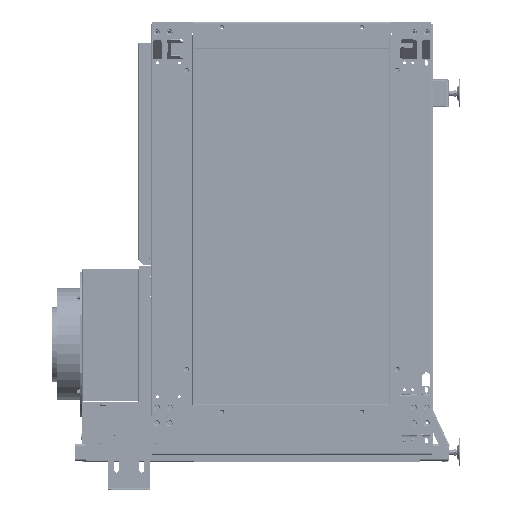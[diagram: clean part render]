
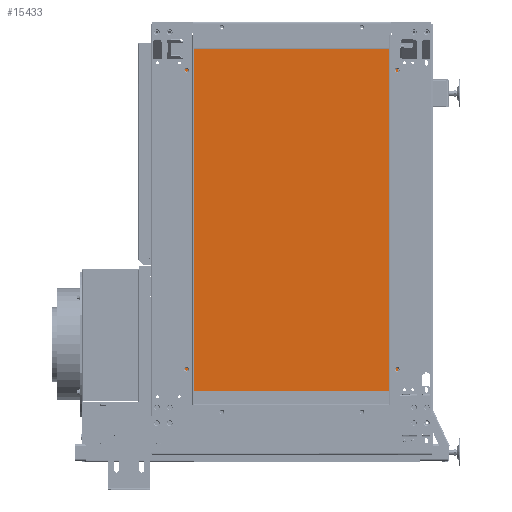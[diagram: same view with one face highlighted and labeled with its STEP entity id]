
A CAD part, left-side view. The second image highlights one B-rep face of the part: STEP entity #15433.
In plain terms, the highlighted face is planar.
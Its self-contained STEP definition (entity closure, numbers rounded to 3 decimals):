
#357 = EDGE_CURVE ( 'NONE', #40651, #53896, #81454, .T. ) ;
#3481 = VERTEX_POINT ( 'NONE', #86835 ) ;
#4250 = EDGE_CURVE ( 'NONE', #11018, #3481, #49778, .T. ) ;
#11018 = VERTEX_POINT ( 'NONE', #26656 ) ;
#14241 = DIRECTION ( 'NONE',  ( -1., 0., 0. ) ) ;
#15433 = ADVANCED_FACE ( 'NONE', ( #43396 ), #79461, .F. ) ;
#20114 = LINE ( 'NONE', #20688, #52446 ) ;
#20688 = CARTESIAN_POINT ( 'NONE',  ( 325., 190., 5. ) ) ;
#26656 = CARTESIAN_POINT ( 'NONE',  ( 325., -190., 5. ) ) ;
#29091 = LINE ( 'NONE', #104082, #33509 ) ;
#33509 = VECTOR ( 'NONE', #95541, 1000. ) ;
#33678 = DIRECTION ( 'NONE',  ( 0., 0., -1. ) ) ;
#40036 = CARTESIAN_POINT ( 'NONE',  ( 325., 190., 5. ) ) ;
#40132 = VECTOR ( 'NONE', #55166, 1000. ) ;
#40651 = VERTEX_POINT ( 'NONE', #64327 ) ;
#43396 = FACE_OUTER_BOUND ( 'NONE', #89746, .T. ) ;
#47225 = ORIENTED_EDGE ( 'NONE', *, *, #91199, .T. ) ;
#49778 = LINE ( 'NONE', #40036, #72148 ) ;
#51489 = EDGE_CURVE ( 'NONE', #53896, #11018, #29091, .T. ) ;
#52446 = VECTOR ( 'NONE', #86518, 1000. ) ;
#53896 = VERTEX_POINT ( 'NONE', #118187 ) ;
#53936 = CARTESIAN_POINT ( 'NONE',  ( -325., 190., 5. ) ) ;
#55149 = ORIENTED_EDGE ( 'NONE', *, *, #4250, .T. ) ;
#55166 = DIRECTION ( 'NONE',  ( 0., -1., 0. ) ) ;
#59900 = CARTESIAN_POINT ( 'NONE',  ( 325., -190., 5. ) ) ;
#60037 = ORIENTED_EDGE ( 'NONE', *, *, #51489, .T. ) ;
#64327 = CARTESIAN_POINT ( 'NONE',  ( -325., 190., 5. ) ) ;
#72148 = VECTOR ( 'NONE', #87016, 1000. ) ;
#79461 = PLANE ( 'NONE',  #119135 ) ;
#81454 = LINE ( 'NONE', #53936, #40132 ) ;
#86518 = DIRECTION ( 'NONE',  ( -1., 0., 0. ) ) ;
#86835 = CARTESIAN_POINT ( 'NONE',  ( 325., 190., 5. ) ) ;
#87016 = DIRECTION ( 'NONE',  ( 0., 1., 0. ) ) ;
#89746 = EDGE_LOOP ( 'NONE', ( #55149, #47225, #115141, #60037 ) ) ;
#91199 = EDGE_CURVE ( 'NONE', #3481, #40651, #20114, .T. ) ;
#95541 = DIRECTION ( 'NONE',  ( 1., 0., 0. ) ) ;
#104082 = CARTESIAN_POINT ( 'NONE',  ( 325., -190., 5. ) ) ;
#115141 = ORIENTED_EDGE ( 'NONE', *, *, #357, .T. ) ;
#118187 = CARTESIAN_POINT ( 'NONE',  ( -325., -190., 5. ) ) ;
#119135 = AXIS2_PLACEMENT_3D ( 'NONE', #59900, #33678, #14241 ) ;
